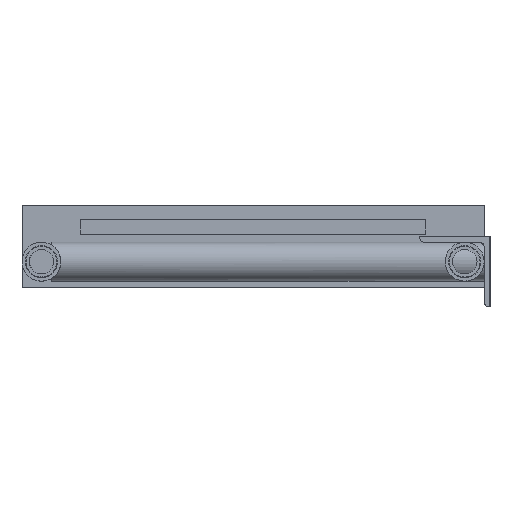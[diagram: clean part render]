
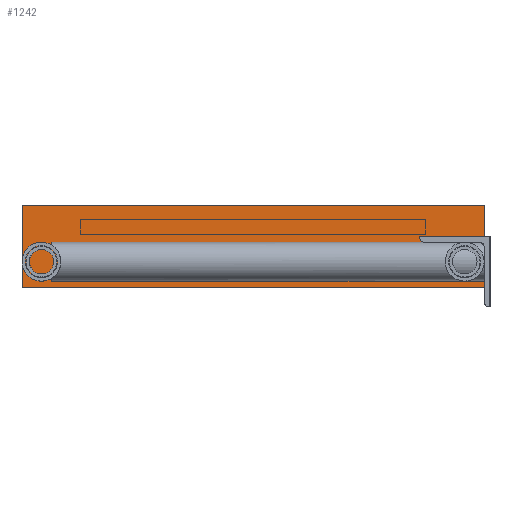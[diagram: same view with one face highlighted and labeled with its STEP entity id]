
A CAD part, left-side view. The second image highlights one B-rep face of the part: STEP entity #1242.
In plain terms, the highlighted face is planar.
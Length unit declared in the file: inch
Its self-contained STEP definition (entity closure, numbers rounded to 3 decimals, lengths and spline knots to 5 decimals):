
#344=FACE_OUTER_BOUND('',#481,.T.);
#481=EDGE_LOOP('',(#1034,#1035,#1036,#1037));
#540=LINE('',#3289,#589);
#544=LINE('',#3296,#593);
#547=LINE('',#3302,#596);
#549=LINE('',#3305,#598);
#589=VECTOR('',#1810,39.37008);
#593=VECTOR('',#1816,39.37008);
#596=VECTOR('',#1821,39.37008);
#598=VECTOR('',#1825,39.37008);
#689=VERTEX_POINT('',#3286);
#690=VERTEX_POINT('',#3288);
#692=VERTEX_POINT('',#3294);
#694=VERTEX_POINT('',#3300);
#806=EDGE_CURVE('',#690,#689,#540,.T.);
#810=EDGE_CURVE('',#689,#692,#544,.T.);
#813=EDGE_CURVE('',#692,#694,#547,.T.);
#815=EDGE_CURVE('',#694,#690,#549,.T.);
#1034=ORIENTED_EDGE('',*,*,#806,.T.);
#1035=ORIENTED_EDGE('',*,*,#810,.T.);
#1036=ORIENTED_EDGE('',*,*,#813,.T.);
#1037=ORIENTED_EDGE('',*,*,#815,.T.);
#1113=PLANE('',#1564);
#1242=ADVANCED_FACE('',(#344),#1113,.F.);
#1564=AXIS2_PLACEMENT_3D('',#3306,#1826,#1827);
#1810=DIRECTION('',(0.,-1.,0.));
#1816=DIRECTION('',(0.,0.,-1.));
#1821=DIRECTION('',(0.,1.,0.));
#1825=DIRECTION('',(0.,0.,1.));
#1826=DIRECTION('center_axis',(-1.,0.,0.));
#1827=DIRECTION('ref_axis',(0.,0.,1.));
#3286=CARTESIAN_POINT('',(0.25,0.,0.));
#3288=CARTESIAN_POINT('',(0.25,19.75,0.));
#3289=CARTESIAN_POINT('',(0.25,0.,0.));
#3294=CARTESIAN_POINT('',(0.25,0.,-3.5));
#3296=CARTESIAN_POINT('',(0.25,0.,0.));
#3300=CARTESIAN_POINT('',(0.25,19.75,-3.5));
#3302=CARTESIAN_POINT('',(0.25,0.,-3.5));
#3305=CARTESIAN_POINT('',(0.25,19.75,0.));
#3306=CARTESIAN_POINT('Origin',(0.25,0.,0.));
